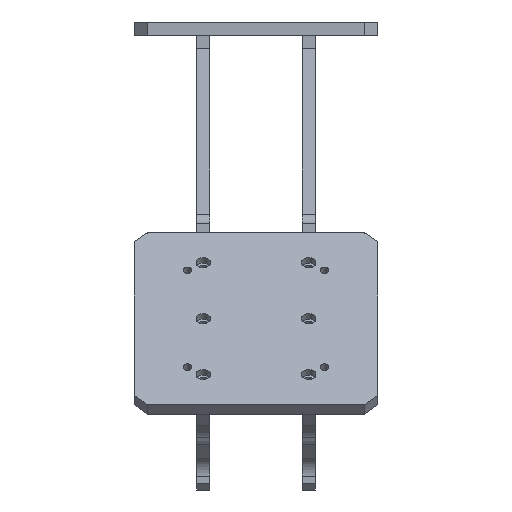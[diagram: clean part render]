
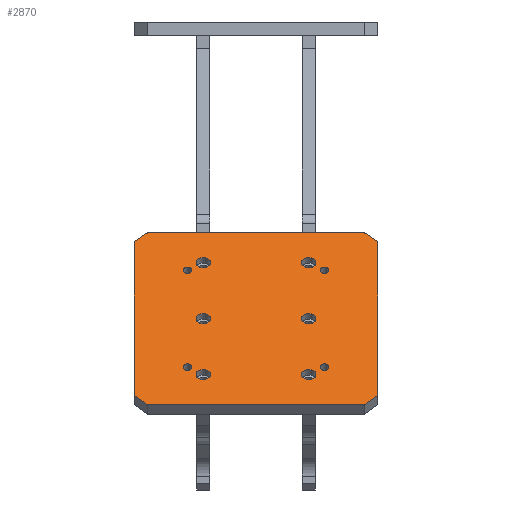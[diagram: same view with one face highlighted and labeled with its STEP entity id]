
A CAD part, left-side view. The second image highlights one B-rep face of the part: STEP entity #2870.
In plain terms, the highlighted face is planar.
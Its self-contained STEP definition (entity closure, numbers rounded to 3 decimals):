
#108=FACE_BOUND('',#521,.T.);
#109=FACE_BOUND('',#522,.T.);
#110=FACE_BOUND('',#523,.T.);
#111=FACE_BOUND('',#524,.T.);
#112=FACE_BOUND('',#525,.T.);
#113=FACE_BOUND('',#526,.T.);
#114=FACE_BOUND('',#527,.T.);
#115=FACE_BOUND('',#528,.T.);
#116=FACE_BOUND('',#529,.T.);
#117=FACE_BOUND('',#530,.T.);
#184=PLANE('',#3164);
#318=FACE_OUTER_BOUND('',#520,.T.);
#520=EDGE_LOOP('',(#2540,#2541,#2542,#2543,#2544,#2545,#2546,#2547));
#521=EDGE_LOOP('',(#2548));
#522=EDGE_LOOP('',(#2549));
#523=EDGE_LOOP('',(#2550));
#524=EDGE_LOOP('',(#2551));
#525=EDGE_LOOP('',(#2552));
#526=EDGE_LOOP('',(#2553));
#527=EDGE_LOOP('',(#2554));
#528=EDGE_LOOP('',(#2555));
#529=EDGE_LOOP('',(#2556));
#530=EDGE_LOOP('',(#2557));
#786=LINE('',#4766,#1034);
#788=LINE('',#4770,#1036);
#791=LINE('',#4776,#1039);
#792=LINE('',#4778,#1040);
#793=LINE('',#4780,#1041);
#794=LINE('',#4782,#1042);
#795=LINE('',#4784,#1043);
#796=LINE('',#4785,#1044);
#1034=VECTOR('',#3918,10.);
#1036=VECTOR('',#3922,10.);
#1039=VECTOR('',#3927,10.);
#1040=VECTOR('',#3928,10.);
#1041=VECTOR('',#3929,10.);
#1042=VECTOR('',#3930,10.);
#1043=VECTOR('',#3931,10.);
#1044=VECTOR('',#3932,10.);
#1188=CIRCLE('',#3165,5.5);
#1189=CIRCLE('',#3166,5.5);
#1190=CIRCLE('',#3167,5.5);
#1191=CIRCLE('',#3168,5.5);
#1192=CIRCLE('',#3169,5.5);
#1193=CIRCLE('',#3170,5.5);
#1194=CIRCLE('',#3171,3.39);
#1195=CIRCLE('',#3172,3.39);
#1196=CIRCLE('',#3173,3.39);
#1197=CIRCLE('',#3174,3.39);
#1442=VERTEX_POINT('',#4763);
#1443=VERTEX_POINT('',#4765);
#1444=VERTEX_POINT('',#4769);
#1446=VERTEX_POINT('',#4775);
#1447=VERTEX_POINT('',#4777);
#1448=VERTEX_POINT('',#4779);
#1449=VERTEX_POINT('',#4781);
#1450=VERTEX_POINT('',#4783);
#1451=VERTEX_POINT('',#4786);
#1452=VERTEX_POINT('',#4788);
#1453=VERTEX_POINT('',#4790);
#1454=VERTEX_POINT('',#4792);
#1455=VERTEX_POINT('',#4794);
#1456=VERTEX_POINT('',#4796);
#1457=VERTEX_POINT('',#4798);
#1458=VERTEX_POINT('',#4800);
#1459=VERTEX_POINT('',#4802);
#1460=VERTEX_POINT('',#4804);
#1814=EDGE_CURVE('',#1442,#1443,#786,.T.);
#1816=EDGE_CURVE('',#1443,#1444,#788,.T.);
#1819=EDGE_CURVE('',#1446,#1442,#791,.T.);
#1820=EDGE_CURVE('',#1447,#1446,#792,.T.);
#1821=EDGE_CURVE('',#1448,#1447,#793,.T.);
#1822=EDGE_CURVE('',#1449,#1448,#794,.T.);
#1823=EDGE_CURVE('',#1450,#1449,#795,.T.);
#1824=EDGE_CURVE('',#1444,#1450,#796,.T.);
#1825=EDGE_CURVE('',#1451,#1451,#1188,.T.);
#1826=EDGE_CURVE('',#1452,#1452,#1189,.T.);
#1827=EDGE_CURVE('',#1453,#1453,#1190,.T.);
#1828=EDGE_CURVE('',#1454,#1454,#1191,.T.);
#1829=EDGE_CURVE('',#1455,#1455,#1192,.T.);
#1830=EDGE_CURVE('',#1456,#1456,#1193,.T.);
#1831=EDGE_CURVE('',#1457,#1457,#1194,.T.);
#1832=EDGE_CURVE('',#1458,#1458,#1195,.T.);
#1833=EDGE_CURVE('',#1459,#1459,#1196,.T.);
#1834=EDGE_CURVE('',#1460,#1460,#1197,.T.);
#2540=ORIENTED_EDGE('',*,*,#1814,.F.);
#2541=ORIENTED_EDGE('',*,*,#1819,.F.);
#2542=ORIENTED_EDGE('',*,*,#1820,.F.);
#2543=ORIENTED_EDGE('',*,*,#1821,.F.);
#2544=ORIENTED_EDGE('',*,*,#1822,.F.);
#2545=ORIENTED_EDGE('',*,*,#1823,.F.);
#2546=ORIENTED_EDGE('',*,*,#1824,.F.);
#2547=ORIENTED_EDGE('',*,*,#1816,.F.);
#2548=ORIENTED_EDGE('',*,*,#1825,.T.);
#2549=ORIENTED_EDGE('',*,*,#1826,.T.);
#2550=ORIENTED_EDGE('',*,*,#1827,.T.);
#2551=ORIENTED_EDGE('',*,*,#1828,.T.);
#2552=ORIENTED_EDGE('',*,*,#1829,.T.);
#2553=ORIENTED_EDGE('',*,*,#1830,.T.);
#2554=ORIENTED_EDGE('',*,*,#1831,.T.);
#2555=ORIENTED_EDGE('',*,*,#1832,.T.);
#2556=ORIENTED_EDGE('',*,*,#1833,.T.);
#2557=ORIENTED_EDGE('',*,*,#1834,.T.);
#2870=ADVANCED_FACE('',(#318,#108,#109,#110,#111,#112,#113,#114,#115,#116,
#117),#184,.F.);
#3164=AXIS2_PLACEMENT_3D('',#4774,#3925,#3926);
#3165=AXIS2_PLACEMENT_3D('',#4787,#3933,#3934);
#3166=AXIS2_PLACEMENT_3D('',#4789,#3935,#3936);
#3167=AXIS2_PLACEMENT_3D('',#4791,#3937,#3938);
#3168=AXIS2_PLACEMENT_3D('',#4793,#3939,#3940);
#3169=AXIS2_PLACEMENT_3D('',#4795,#3941,#3942);
#3170=AXIS2_PLACEMENT_3D('',#4797,#3943,#3944);
#3171=AXIS2_PLACEMENT_3D('',#4799,#3945,#3946);
#3172=AXIS2_PLACEMENT_3D('',#4801,#3947,#3948);
#3173=AXIS2_PLACEMENT_3D('',#4803,#3949,#3950);
#3174=AXIS2_PLACEMENT_3D('',#4805,#3951,#3952);
#3918=DIRECTION('',(-0.707,0.,0.707));
#3922=DIRECTION('',(0.,0.,1.));
#3925=DIRECTION('center_axis',(0.,1.,0.));
#3926=DIRECTION('ref_axis',(1.,0.,0.));
#3927=DIRECTION('',(-1.,0.,0.));
#3928=DIRECTION('',(-0.707,0.,-0.707));
#3929=DIRECTION('',(0.,0.,-1.));
#3930=DIRECTION('',(0.707,0.,-0.707));
#3931=DIRECTION('',(1.,0.,0.));
#3932=DIRECTION('',(0.707,0.,0.707));
#3933=DIRECTION('center_axis',(0.,1.,0.));
#3934=DIRECTION('ref_axis',(0.,0.,-1.));
#3935=DIRECTION('center_axis',(0.,1.,0.));
#3936=DIRECTION('ref_axis',(0.,0.,-1.));
#3937=DIRECTION('center_axis',(0.,1.,0.));
#3938=DIRECTION('ref_axis',(0.,0.,-1.));
#3939=DIRECTION('center_axis',(0.,1.,0.));
#3940=DIRECTION('ref_axis',(0.,0.,-1.));
#3941=DIRECTION('center_axis',(0.,1.,0.));
#3942=DIRECTION('ref_axis',(0.,0.,-1.));
#3943=DIRECTION('center_axis',(0.,1.,0.));
#3944=DIRECTION('ref_axis',(0.,0.,-1.));
#3945=DIRECTION('center_axis',(0.,1.,0.));
#3946=DIRECTION('ref_axis',(0.,0.,-1.));
#3947=DIRECTION('center_axis',(0.,1.,0.));
#3948=DIRECTION('ref_axis',(0.,0.,-1.));
#3949=DIRECTION('center_axis',(0.,1.,0.));
#3950=DIRECTION('ref_axis',(0.,0.,-1.));
#3951=DIRECTION('center_axis',(0.,1.,0.));
#3952=DIRECTION('ref_axis',(0.,0.,-1.));
#4763=CARTESIAN_POINT('',(-82.5,0.,-92.5));
#4765=CARTESIAN_POINT('',(-92.5,0.,-82.5));
#4766=CARTESIAN_POINT('',(-87.5,0.,-87.5));
#4769=CARTESIAN_POINT('',(-92.5,0.,82.5));
#4770=CARTESIAN_POINT('',(-92.5,0.,-92.5));
#4774=CARTESIAN_POINT('Origin',(0.,0.,0.));
#4775=CARTESIAN_POINT('',(82.5,0.,-92.5));
#4776=CARTESIAN_POINT('',(92.5,0.,-92.5));
#4777=CARTESIAN_POINT('',(92.5,0.,-82.5));
#4778=CARTESIAN_POINT('',(87.5,0.,-87.5));
#4779=CARTESIAN_POINT('',(92.5,0.,82.5));
#4780=CARTESIAN_POINT('',(92.5,0.,92.5));
#4781=CARTESIAN_POINT('',(82.5,0.,92.5));
#4782=CARTESIAN_POINT('',(87.5,0.,87.5));
#4783=CARTESIAN_POINT('',(-82.5,0.,92.5));
#4784=CARTESIAN_POINT('',(-92.5,0.,92.5));
#4785=CARTESIAN_POINT('',(-87.5,0.,87.5));
#4786=CARTESIAN_POINT('',(-40.,0.,5.5));
#4787=CARTESIAN_POINT('Origin',(-40.,0.,0.));
#4788=CARTESIAN_POINT('',(40.,0.,-54.5));
#4789=CARTESIAN_POINT('Origin',(40.,0.,-60.));
#4790=CARTESIAN_POINT('',(-40.,0.,65.5));
#4791=CARTESIAN_POINT('Origin',(-40.,0.,60.));
#4792=CARTESIAN_POINT('',(40.,0.,65.5));
#4793=CARTESIAN_POINT('Origin',(40.,0.,60.));
#4794=CARTESIAN_POINT('',(-40.,0.,-54.5));
#4795=CARTESIAN_POINT('Origin',(-40.,0.,-60.));
#4796=CARTESIAN_POINT('',(40.,0.,5.5));
#4797=CARTESIAN_POINT('Origin',(40.,0.,0.));
#4798=CARTESIAN_POINT('',(-51.972,0.,-48.583));
#4799=CARTESIAN_POINT('Origin',(-51.972,0.,-51.972));
#4800=CARTESIAN_POINT('',(51.972,0.,55.362));
#4801=CARTESIAN_POINT('Origin',(51.972,0.,51.972));
#4802=CARTESIAN_POINT('',(-51.972,0.,55.362));
#4803=CARTESIAN_POINT('Origin',(-51.972,0.,51.972));
#4804=CARTESIAN_POINT('',(51.972,0.,-48.583));
#4805=CARTESIAN_POINT('Origin',(51.972,0.,-51.972));
